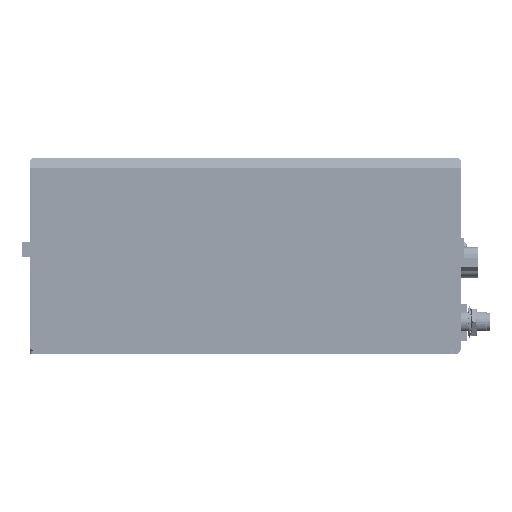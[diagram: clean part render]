
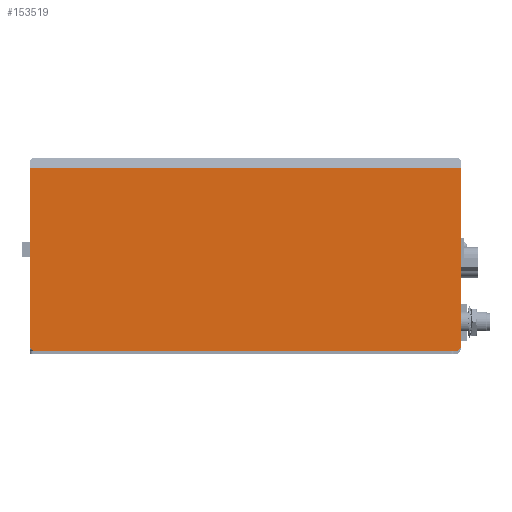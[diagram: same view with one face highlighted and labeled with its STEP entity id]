
A CAD part, left-side view. The second image highlights one B-rep face of the part: STEP entity #153519.
In plain terms, the highlighted planar face has unit normal (-1, 0, 0).
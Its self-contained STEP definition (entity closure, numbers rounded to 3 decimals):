
#3971=PLANE('',#162932);
#11955=FACE_OUTER_BOUND('',#20397,.T.);
#20397=EDGE_LOOP('',(#112261,#112262,#112263,#112264,#112265,#112266,#112267));
#28742=LINE('',#221270,#45151);
#30650=LINE('',#227864,#47059);
#30836=LINE('',#228209,#47245);
#30843=LINE('',#228227,#47252);
#30861=LINE('',#228303,#47270);
#30899=LINE('',#228495,#47308);
#30900=LINE('',#228496,#47309);
#45151=VECTOR('',#178674,10.);
#47059=VECTOR('',#183028,10.);
#47245=VECTOR('',#183338,10.);
#47252=VECTOR('',#183355,10.);
#47270=VECTOR('',#183431,10.);
#47308=VECTOR('',#183637,10.);
#47309=VECTOR('',#183638,10.);
#66049=VERTEX_POINT('',#221267);
#66050=VERTEX_POINT('',#221269);
#67570=VERTEX_POINT('',#227861);
#67571=VERTEX_POINT('',#227863);
#67668=VERTEX_POINT('',#228207);
#67674=VERTEX_POINT('',#228225);
#67703=VERTEX_POINT('',#228301);
#81613=EDGE_CURVE('',#66049,#66050,#28742,.T.);
#83976=EDGE_CURVE('',#67570,#67571,#30650,.T.);
#84164=EDGE_CURVE('',#67668,#67570,#30836,.T.);
#84173=EDGE_CURVE('',#67674,#66049,#30843,.T.);
#84212=EDGE_CURVE('',#67703,#67668,#30861,.T.);
#84320=EDGE_CURVE('',#66050,#67703,#30899,.T.);
#84321=EDGE_CURVE('',#67571,#67674,#30900,.T.);
#112261=ORIENTED_EDGE('',*,*,#84164,.F.);
#112262=ORIENTED_EDGE('',*,*,#84212,.F.);
#112263=ORIENTED_EDGE('',*,*,#84320,.F.);
#112264=ORIENTED_EDGE('',*,*,#81613,.F.);
#112265=ORIENTED_EDGE('',*,*,#84173,.F.);
#112266=ORIENTED_EDGE('',*,*,#84321,.F.);
#112267=ORIENTED_EDGE('',*,*,#83976,.F.);
#153519=ADVANCED_FACE('',(#11955),#3971,.T.);
#162932=AXIS2_PLACEMENT_3D('',#228494,#183635,#183636);
#178674=DIRECTION('',(0.,1.,0.));
#183028=DIRECTION('',(0.,0.,-1.));
#183338=DIRECTION('',(0.,-1.,0.));
#183355=DIRECTION('',(0.,1.,0.));
#183431=DIRECTION('',(0.,0.,1.));
#183635=DIRECTION('center_axis',(-1.,0.,0.));
#183636=DIRECTION('ref_axis',(0.,0.,
1.));
#183637=DIRECTION('',(0.,0.707,0.707));
#183638=DIRECTION('',(0.,0.707,-0.707));
#221267=CARTESIAN_POINT('',(-174.,2.,-8.));
#221269=CARTESIAN_POINT('',(-174.,126.08,-8.));
#221270=CARTESIAN_POINT('',(-174.,0.,-8.));
#227861=CARTESIAN_POINT('',(-174.,0.,46.));
#227863=CARTESIAN_POINT('',(-174.,0.,-7.));
#227864=CARTESIAN_POINT('',(-174.,0.,40.));
#228207=CARTESIAN_POINT('',(-174.,127.08,46.));
#228209=CARTESIAN_POINT('',(-174.,0.,46.));
#228225=CARTESIAN_POINT('',(-174.,1.,-8.));
#228227=CARTESIAN_POINT('',(-174.,0.,-8.));
#228301=CARTESIAN_POINT('',(-174.,127.08,-7.));
#228303=CARTESIAN_POINT('',(-174.,127.08,40.));
#228494=CARTESIAN_POINT('Origin',(-174.,0.,-8.));
#228495=CARTESIAN_POINT('',(-174.,94.81,-39.27));
#228496=CARTESIAN_POINT('',(-174.,0.5,-7.5));
